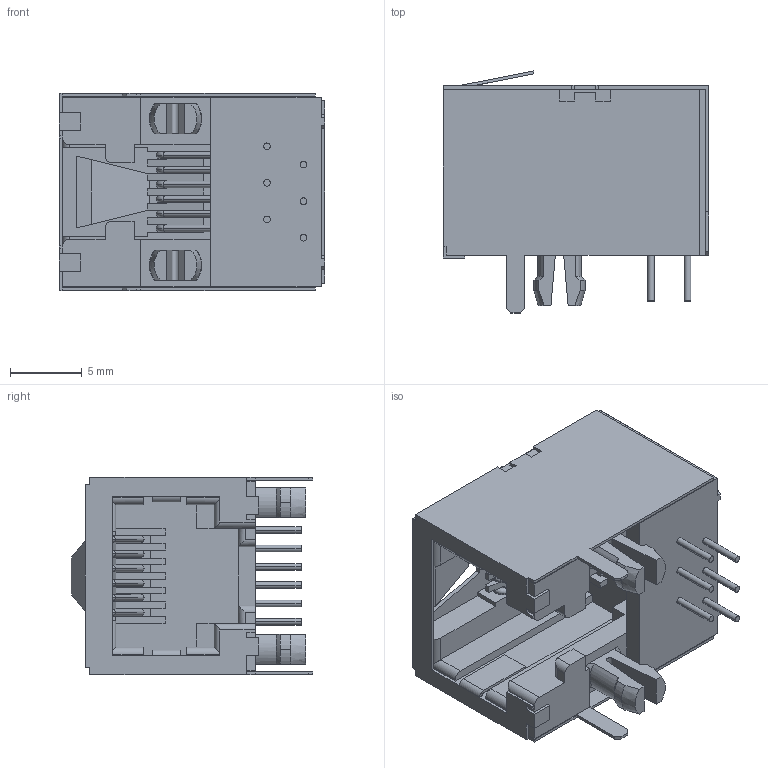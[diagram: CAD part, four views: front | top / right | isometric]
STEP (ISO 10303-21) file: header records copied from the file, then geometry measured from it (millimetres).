
FILE_DESCRIPTION(('STEP AP214'),'1');
FILE_NAME('745433661lf.stp','2015-01-22T17:07:22',('TraceParts'),('TraceParts S.A.'),'XStep 1.0',' ',' ');
FILE_SCHEMA(('automotive_design'));
Length unit declared in the file: millimetre
Products named in the file (2): 74543-3661LFC
Bounding box: 18.45 x 16.8 x 13.7 mm (x, y, z)
Volume: 1660.3 mm3; surface area: 2986.5 mm2
Topology: 2 solids, 2 shells, 386 faces, 1046 edges, 670 vertices
Faces by surface type: plane 269, cylinder 80, torus 29, cone 8
Entity records: 12221 total; most frequent: CARTESIAN_POINT 2388, ORIENTED_EDGE 2092, DIRECTION 1977, EDGE_CURVE 1046, LINE 823, VECTOR 823, VERTEX_POINT 670, AXIS2_PLACEMENT_3D 577
